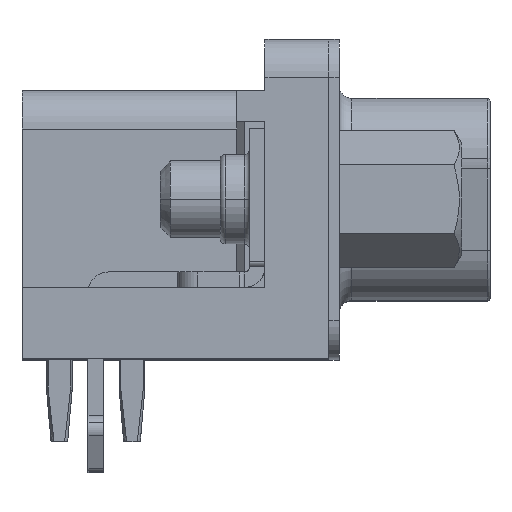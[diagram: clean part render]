
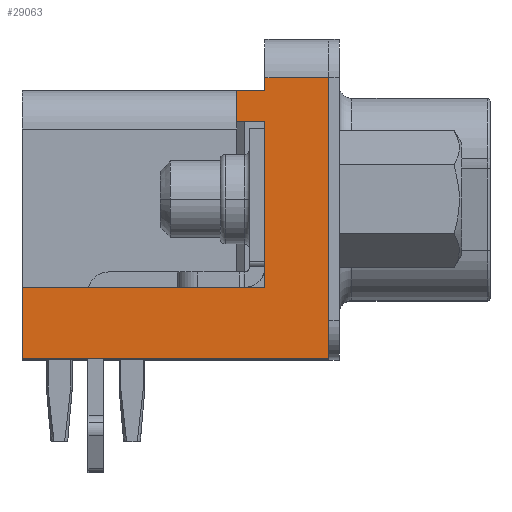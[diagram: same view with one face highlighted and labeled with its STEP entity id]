
A CAD part, top view. The second image highlights one B-rep face of the part: STEP entity #29063.
In plain terms, the highlighted planar face has unit normal (0, 0, 1).
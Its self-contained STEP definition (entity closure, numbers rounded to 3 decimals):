
#43 = EDGE_CURVE ( 'NONE', #17113, #23589, #29400, .T. ) ;
#661 = CARTESIAN_POINT ( 'NONE',  ( -2.9, 9.3, 15.5 ) ) ;
#685 = EDGE_CURVE ( 'NONE', #26758, #17113, #18775, .T. ) ;
#1056 = VECTOR ( 'NONE', #14603, 1000. ) ;
#1995 = DIRECTION ( 'NONE',  ( -1., 0., 0. ) ) ;
#2908 = AXIS2_PLACEMENT_3D ( 'NONE', #23404, #25338, #11488 ) ;
#3362 = VERTEX_POINT ( 'NONE', #20878 ) ;
#3770 = VECTOR ( 'NONE', #1995, 1000. ) ;
#3910 = ORIENTED_EDGE ( 'NONE', *, *, #685, .T. ) ;
#5390 = CARTESIAN_POINT ( 'NONE',  ( -2.9, 9.3, 15.5 ) ) ;
#5929 = CARTESIAN_POINT ( 'NONE',  ( -12.4, 2.8, 15.5 ) ) ;
#6081 = VECTOR ( 'NONE', #23883, 1000. ) ;
#6159 = CARTESIAN_POINT ( 'NONE',  ( -4., 9.3, 15.5 ) ) ;
#6625 = VERTEX_POINT ( 'NONE', #26858 ) ;
#6771 = VERTEX_POINT ( 'NONE', #661 ) ;
#7883 = CARTESIAN_POINT ( 'NONE',  ( -0.4, 0., 15.5 ) ) ;
#8075 = FACE_OUTER_BOUND ( 'NONE', #8772, .T. ) ;
#8772 = EDGE_LOOP ( 'NONE', ( #21304, #24825, #19066, #18760, #12210, #18386, #27853, #3910, #15768, #9459 ) ) ;
#9050 = LINE ( 'NONE', #15302, #28019 ) ;
#9459 = ORIENTED_EDGE ( 'NONE', *, *, #28156, .T. ) ;
#9747 = LINE ( 'NONE', #21395, #1056 ) ;
#9884 = LINE ( 'NONE', #5390, #26415 ) ;
#10332 = EDGE_CURVE ( 'NONE', #6771, #26758, #29417, .T. ) ;
#10673 = EDGE_CURVE ( 'NONE', #11467, #20970, #27292, .T. ) ;
#11467 = VERTEX_POINT ( 'NONE', #21232 ) ;
#11488 = DIRECTION ( 'NONE',  ( -1., 0., 0. ) ) ;
#11544 = DIRECTION ( 'NONE',  ( -1., 0., 0. ) ) ;
#11652 = CARTESIAN_POINT ( 'NONE',  ( -12.4, 0., 15.5 ) ) ;
#12210 = ORIENTED_EDGE ( 'NONE', *, *, #10673, .T. ) ;
#12964 = CARTESIAN_POINT ( 'NONE',  ( -2.9, 2.8, 15.5 ) ) ;
#13068 = DIRECTION ( 'NONE',  ( 0., -1., 0. ) ) ;
#13287 = DIRECTION ( 'NONE',  ( -1., 0., 0. ) ) ;
#13512 = DIRECTION ( 'NONE',  ( 0., -1., 0. ) ) ;
#14079 = EDGE_CURVE ( 'NONE', #20970, #6771, #9884, .T. ) ;
#14131 = CARTESIAN_POINT ( 'NONE',  ( -2.9, 10.5, 15.5 ) ) ;
#14603 = DIRECTION ( 'NONE',  ( 0., 1., 0. ) ) ;
#15302 = CARTESIAN_POINT ( 'NONE',  ( -4., 10.5, 15.5 ) ) ;
#15617 = EDGE_CURVE ( 'NONE', #6625, #28887, #19999, .T. ) ;
#15768 = ORIENTED_EDGE ( 'NONE', *, *, #43, .T. ) ;
#15989 = CARTESIAN_POINT ( 'NONE',  ( 0., 11., 15.5 ) ) ;
#16220 = CARTESIAN_POINT ( 'NONE',  ( -12.4, 0., 15.5 ) ) ;
#17113 = VERTEX_POINT ( 'NONE', #5929 ) ;
#17325 = CARTESIAN_POINT ( 'NONE',  ( -2.9, 10.5, 15.5 ) ) ;
#17752 = VECTOR ( 'NONE', #13512, 1000. ) ;
#17801 = LINE ( 'NONE', #15989, #3770 ) ;
#17999 = PLANE ( 'NONE',  #2908 ) ;
#18016 = DIRECTION ( 'NONE',  ( 0., -1., 0. ) ) ;
#18161 = EDGE_CURVE ( 'NONE', #3362, #6625, #17801, .T. ) ;
#18262 = VECTOR ( 'NONE', #27331, 1000. ) ;
#18386 = ORIENTED_EDGE ( 'NONE', *, *, #14079, .T. ) ;
#18760 = ORIENTED_EDGE ( 'NONE', *, *, #26351, .T. ) ;
#18775 = LINE ( 'NONE', #27919, #28286 ) ;
#19066 = ORIENTED_EDGE ( 'NONE', *, *, #15617, .T. ) ;
#19999 = LINE ( 'NONE', #17325, #26505 ) ;
#20561 = CARTESIAN_POINT ( 'NONE',  ( -4., 9.3, 15.5 ) ) ;
#20878 = CARTESIAN_POINT ( 'NONE',  ( -0.4, 11., 15.5 ) ) ;
#20970 = VERTEX_POINT ( 'NONE', #6159 ) ;
#21232 = CARTESIAN_POINT ( 'NONE',  ( -4., 10.5, 15.5 ) ) ;
#21304 = ORIENTED_EDGE ( 'NONE', *, *, #29600, .T. ) ;
#21395 = CARTESIAN_POINT ( 'NONE',  ( -0.4, 12.5, 15.5 ) ) ;
#21738 = VERTEX_POINT ( 'NONE', #29074 ) ;
#22261 = VECTOR ( 'NONE', #18016, 1000. ) ;
#22569 = CARTESIAN_POINT ( 'NONE',  ( -2.9, 2.8, 15.5 ) ) ;
#23404 = CARTESIAN_POINT ( 'NONE',  ( 0., 0., 15.5 ) ) ;
#23589 = VERTEX_POINT ( 'NONE', #11652 ) ;
#23591 = LINE ( 'NONE', #7883, #6081 ) ;
#23883 = DIRECTION ( 'NONE',  ( 1., 0., 0. ) ) ;
#24825 = ORIENTED_EDGE ( 'NONE', *, *, #18161, .T. ) ;
#25338 = DIRECTION ( 'NONE',  ( 0., 0., -1. ) ) ;
#26351 = EDGE_CURVE ( 'NONE', #28887, #11467, #9050, .T. ) ;
#26415 = VECTOR ( 'NONE', #27941, 1000. ) ;
#26505 = VECTOR ( 'NONE', #13068, 1000. ) ;
#26758 = VERTEX_POINT ( 'NONE', #12964 ) ;
#26858 = CARTESIAN_POINT ( 'NONE',  ( -2.9, 11., 15.5 ) ) ;
#27292 = LINE ( 'NONE', #20561, #22261 ) ;
#27331 = DIRECTION ( 'NONE',  ( 0., -1., 0. ) ) ;
#27853 = ORIENTED_EDGE ( 'NONE', *, *, #10332, .T. ) ;
#27919 = CARTESIAN_POINT ( 'NONE',  ( -12.4, 2.8, 15.5 ) ) ;
#27941 = DIRECTION ( 'NONE',  ( 1., 0., 0. ) ) ;
#28019 = VECTOR ( 'NONE', #13287, 1000. ) ;
#28156 = EDGE_CURVE ( 'NONE', #23589, #21738, #23591, .T. ) ;
#28286 = VECTOR ( 'NONE', #11544, 1000. ) ;
#28887 = VERTEX_POINT ( 'NONE', #14131 ) ;
#29063 = ADVANCED_FACE ( 'NONE', ( #8075 ), #17999, .F. ) ;
#29074 = CARTESIAN_POINT ( 'NONE',  ( -0.4, 0., 15.5 ) ) ;
#29400 = LINE ( 'NONE', #16220, #17752 ) ;
#29417 = LINE ( 'NONE', #22569, #18262 ) ;
#29600 = EDGE_CURVE ( 'NONE', #21738, #3362, #9747, .T. ) ;
